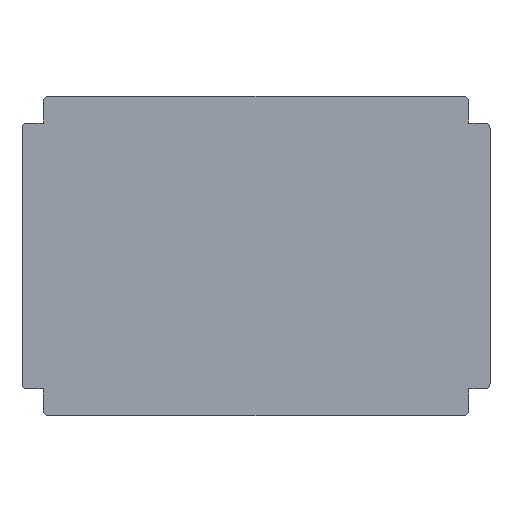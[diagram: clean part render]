
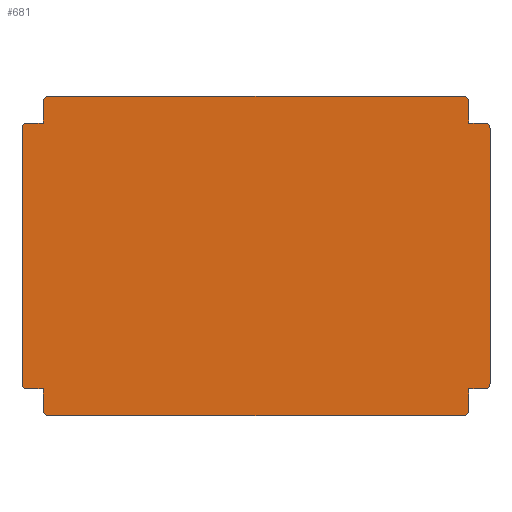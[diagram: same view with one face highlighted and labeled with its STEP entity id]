
A CAD part, top view. The second image highlights one B-rep face of the part: STEP entity #681.
In plain terms, the highlighted planar face has unit normal (0, 0, 1).
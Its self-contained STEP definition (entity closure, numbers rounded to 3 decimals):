
#24 = VERTEX_POINT('',#25);
#25 = CARTESIAN_POINT('',(0.,-284.,-7.));
#31 = EDGE_CURVE('',#24,#32,#34,.T.);
#32 = VERTEX_POINT('',#33);
#33 = CARTESIAN_POINT('',(0.,-236.,-7.));
#34 = LINE('',#35,#36);
#35 = CARTESIAN_POINT('',(0.,-284.,-7.));
#36 = VECTOR('',#37,1.);
#37 = DIRECTION('',(0.,1.,0.));
#64 = VERTEX_POINT('',#65);
#65 = CARTESIAN_POINT('',(1.,-235.,-7.));
#71 = EDGE_CURVE('',#64,#32,#72,.T.);
#72 = CIRCLE('',#73,1.);
#73 = AXIS2_PLACEMENT_3D('',#74,#75,#76);
#74 = CARTESIAN_POINT('',(1.,-236.,-7.));
#75 = DIRECTION('',(0.,0.,1.));
#76 = DIRECTION('',(1.,0.,0.));
#95 = EDGE_CURVE('',#64,#96,#98,.T.);
#96 = VERTEX_POINT('',#97);
#97 = CARTESIAN_POINT('',(4.,-235.,-7.));
#98 = LINE('',#99,#100);
#99 = CARTESIAN_POINT('',(1.,-235.,-7.));
#100 = VECTOR('',#101,1.);
#101 = DIRECTION('',(1.,0.,0.));
#126 = EDGE_CURVE('',#96,#127,#129,.T.);
#127 = VERTEX_POINT('',#128);
#128 = CARTESIAN_POINT('',(4.,-231.,-7.));
#129 = LINE('',#130,#131);
#130 = CARTESIAN_POINT('',(4.,-235.,-7.));
#131 = VECTOR('',#132,1.);
#132 = DIRECTION('',(0.,1.,0.));
#159 = VERTEX_POINT('',#160);
#160 = CARTESIAN_POINT('',(5.,-230.,-7.));
#166 = EDGE_CURVE('',#159,#127,#167,.T.);
#167 = CIRCLE('',#168,1.);
#168 = AXIS2_PLACEMENT_3D('',#169,#170,#171);
#169 = CARTESIAN_POINT('',(5.,-231.,-7.));
#170 = DIRECTION('',(0.,0.,1.));
#171 = DIRECTION('',(1.,0.,0.));
#190 = EDGE_CURVE('',#159,#191,#193,.T.);
#191 = VERTEX_POINT('',#192);
#192 = CARTESIAN_POINT('',(83.,-230.,-7.));
#193 = LINE('',#194,#195);
#194 = CARTESIAN_POINT('',(5.,-230.,-7.));
#195 = VECTOR('',#196,1.);
#196 = DIRECTION('',(1.,0.,0.));
#223 = VERTEX_POINT('',#224);
#224 = CARTESIAN_POINT('',(84.,-231.,-7.));
#230 = EDGE_CURVE('',#223,#191,#231,.T.);
#231 = CIRCLE('',#232,1.);
#232 = AXIS2_PLACEMENT_3D('',#233,#234,#235);
#233 = CARTESIAN_POINT('',(83.,-231.,-7.));
#234 = DIRECTION('',(0.,0.,1.));
#235 = DIRECTION('',(1.,0.,0.));
#254 = EDGE_CURVE('',#223,#255,#257,.T.);
#255 = VERTEX_POINT('',#256);
#256 = CARTESIAN_POINT('',(84.,-235.,-7.));
#257 = LINE('',#258,#259);
#258 = CARTESIAN_POINT('',(84.,-231.,-7.));
#259 = VECTOR('',#260,1.);
#260 = DIRECTION('',(0.,-1.,0.));
#285 = EDGE_CURVE('',#255,#286,#288,.T.);
#286 = VERTEX_POINT('',#287);
#287 = CARTESIAN_POINT('',(87.,-235.,-7.));
#288 = LINE('',#289,#290);
#289 = CARTESIAN_POINT('',(84.,-235.,-7.));
#290 = VECTOR('',#291,1.);
#291 = DIRECTION('',(1.,0.,0.));
#318 = VERTEX_POINT('',#319);
#319 = CARTESIAN_POINT('',(88.,-236.,-7.));
#325 = EDGE_CURVE('',#318,#286,#326,.T.);
#326 = CIRCLE('',#327,1.);
#327 = AXIS2_PLACEMENT_3D('',#328,#329,#330);
#328 = CARTESIAN_POINT('',(87.,-236.,-7.));
#329 = DIRECTION('',(0.,0.,1.));
#330 = DIRECTION('',(1.,0.,0.));
#349 = EDGE_CURVE('',#318,#350,#352,.T.);
#350 = VERTEX_POINT('',#351);
#351 = CARTESIAN_POINT('',(88.,-284.,-7.));
#352 = LINE('',#353,#354);
#353 = CARTESIAN_POINT('',(88.,-236.,-7.));
#354 = VECTOR('',#355,1.);
#355 = DIRECTION('',(0.,-1.,0.));
#382 = VERTEX_POINT('',#383);
#383 = CARTESIAN_POINT('',(87.,-285.,-7.));
#389 = EDGE_CURVE('',#382,#350,#390,.T.);
#390 = CIRCLE('',#391,1.);
#391 = AXIS2_PLACEMENT_3D('',#392,#393,#394);
#392 = CARTESIAN_POINT('',(87.,-284.,-7.));
#393 = DIRECTION('',(0.,0.,1.));
#394 = DIRECTION('',(1.,0.,0.));
#413 = EDGE_CURVE('',#382,#414,#416,.T.);
#414 = VERTEX_POINT('',#415);
#415 = CARTESIAN_POINT('',(84.,-285.,-7.));
#416 = LINE('',#417,#418);
#417 = CARTESIAN_POINT('',(87.,-285.,-7.));
#418 = VECTOR('',#419,1.);
#419 = DIRECTION('',(-1.,0.,0.));
#444 = EDGE_CURVE('',#414,#445,#447,.T.);
#445 = VERTEX_POINT('',#446);
#446 = CARTESIAN_POINT('',(84.,-289.,-7.));
#447 = LINE('',#448,#449);
#448 = CARTESIAN_POINT('',(84.,-285.,-7.));
#449 = VECTOR('',#450,1.);
#450 = DIRECTION('',(0.,-1.,0.));
#477 = VERTEX_POINT('',#478);
#478 = CARTESIAN_POINT('',(83.,-290.,-7.));
#484 = EDGE_CURVE('',#477,#445,#485,.T.);
#485 = CIRCLE('',#486,1.);
#486 = AXIS2_PLACEMENT_3D('',#487,#488,#489);
#487 = CARTESIAN_POINT('',(83.,-289.,-7.));
#488 = DIRECTION('',(0.,0.,1.));
#489 = DIRECTION('',(1.,0.,0.));
#508 = EDGE_CURVE('',#477,#509,#511,.T.);
#509 = VERTEX_POINT('',#510);
#510 = CARTESIAN_POINT('',(5.,-290.,-7.));
#511 = LINE('',#512,#513);
#512 = CARTESIAN_POINT('',(83.,-290.,-7.));
#513 = VECTOR('',#514,1.);
#514 = DIRECTION('',(-1.,0.,0.));
#541 = VERTEX_POINT('',#542);
#542 = CARTESIAN_POINT('',(4.,-289.,-7.));
#548 = EDGE_CURVE('',#541,#509,#549,.T.);
#549 = CIRCLE('',#550,1.);
#550 = AXIS2_PLACEMENT_3D('',#551,#552,#553);
#551 = CARTESIAN_POINT('',(5.,-289.,-7.));
#552 = DIRECTION('',(0.,0.,1.));
#553 = DIRECTION('',(1.,0.,0.));
#572 = EDGE_CURVE('',#541,#573,#575,.T.);
#573 = VERTEX_POINT('',#574);
#574 = CARTESIAN_POINT('',(4.,-285.,-7.));
#575 = LINE('',#576,#577);
#576 = CARTESIAN_POINT('',(4.,-289.,-7.));
#577 = VECTOR('',#578,1.);
#578 = DIRECTION('',(0.,1.,0.));
#603 = EDGE_CURVE('',#573,#604,#606,.T.);
#604 = VERTEX_POINT('',#605);
#605 = CARTESIAN_POINT('',(1.,-285.,-7.));
#606 = LINE('',#607,#608);
#607 = CARTESIAN_POINT('',(4.,-285.,-7.));
#608 = VECTOR('',#609,1.);
#609 = DIRECTION('',(-1.,0.,0.));
#634 = EDGE_CURVE('',#24,#604,#635,.T.);
#635 = CIRCLE('',#636,1.);
#636 = AXIS2_PLACEMENT_3D('',#637,#638,#639);
#637 = CARTESIAN_POINT('',(1.,-284.,-7.));
#638 = DIRECTION('',(0.,0.,1.));
#639 = DIRECTION('',(1.,0.,0.));
#681 = ADVANCED_FACE('',(#682),#704,.T.);
#682 = FACE_BOUND('',#683,.F.);
#683 = EDGE_LOOP('',(#684,#685,#686,#687,#688,#689,#690,#691,#692,#693,
    #694,#695,#696,#697,#698,#699,#700,#701,#702,#703));
#684 = ORIENTED_EDGE('',*,*,#31,.T.);
#685 = ORIENTED_EDGE('',*,*,#71,.F.);
#686 = ORIENTED_EDGE('',*,*,#95,.T.);
#687 = ORIENTED_EDGE('',*,*,#126,.T.);
#688 = ORIENTED_EDGE('',*,*,#166,.F.);
#689 = ORIENTED_EDGE('',*,*,#190,.T.);
#690 = ORIENTED_EDGE('',*,*,#230,.F.);
#691 = ORIENTED_EDGE('',*,*,#254,.T.);
#692 = ORIENTED_EDGE('',*,*,#285,.T.);
#693 = ORIENTED_EDGE('',*,*,#325,.F.);
#694 = ORIENTED_EDGE('',*,*,#349,.T.);
#695 = ORIENTED_EDGE('',*,*,#389,.F.);
#696 = ORIENTED_EDGE('',*,*,#413,.T.);
#697 = ORIENTED_EDGE('',*,*,#444,.T.);
#698 = ORIENTED_EDGE('',*,*,#484,.F.);
#699 = ORIENTED_EDGE('',*,*,#508,.T.);
#700 = ORIENTED_EDGE('',*,*,#548,.F.);
#701 = ORIENTED_EDGE('',*,*,#572,.T.);
#702 = ORIENTED_EDGE('',*,*,#603,.T.);
#703 = ORIENTED_EDGE('',*,*,#634,.F.);
#704 = PLANE('',#705);
#705 = AXIS2_PLACEMENT_3D('',#706,#707,#708);
#706 = CARTESIAN_POINT('',(44.,-260.,-7.));
#707 = DIRECTION('',(0.,0.,1.));
#708 = DIRECTION('',(1.,0.,0.));
